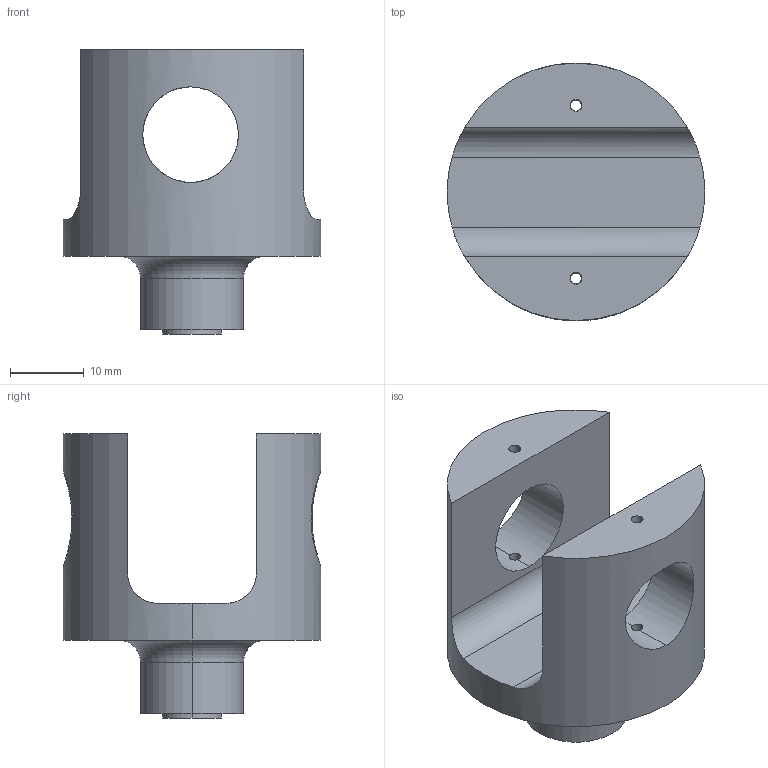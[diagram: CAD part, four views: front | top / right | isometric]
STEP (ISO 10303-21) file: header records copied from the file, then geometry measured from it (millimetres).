
FILE_DESCRIPTION (( 'STEP AP203' ), '1' );
FILE_NAME ('pivot horizontal tonearm.STEP', '2019-02-18T17:36:19', ( '' ), ( '' ), 'SwSTEP 2.0', 'SolidWorks 2014', '' );
FILE_SCHEMA (( 'CONFIG_CONTROL_DESIGN' ));
Length unit declared in the file: millimetre
Products named in the file (1): pivot horizontal tonearm
Bounding box: 35 x 35 x 38.6 mm (x, y, z)
Volume: 12585.8 mm3; surface area: 6445.7 mm2
Topology: 1 solids, 1 shells, 41 faces, 110 edges, 70 vertices
Faces by surface type: cylinder 26, plane 9, cone 4, torus 2
Entity records: 1693 total; most frequent: CARTESIAN_POINT 574, ORIENTED_EDGE 220, DIRECTION 214, EDGE_CURVE 110, AXIS2_PLACEMENT_3D 86, VERTEX_POINT 70, EDGE_LOOP 52, CIRCLE 44
